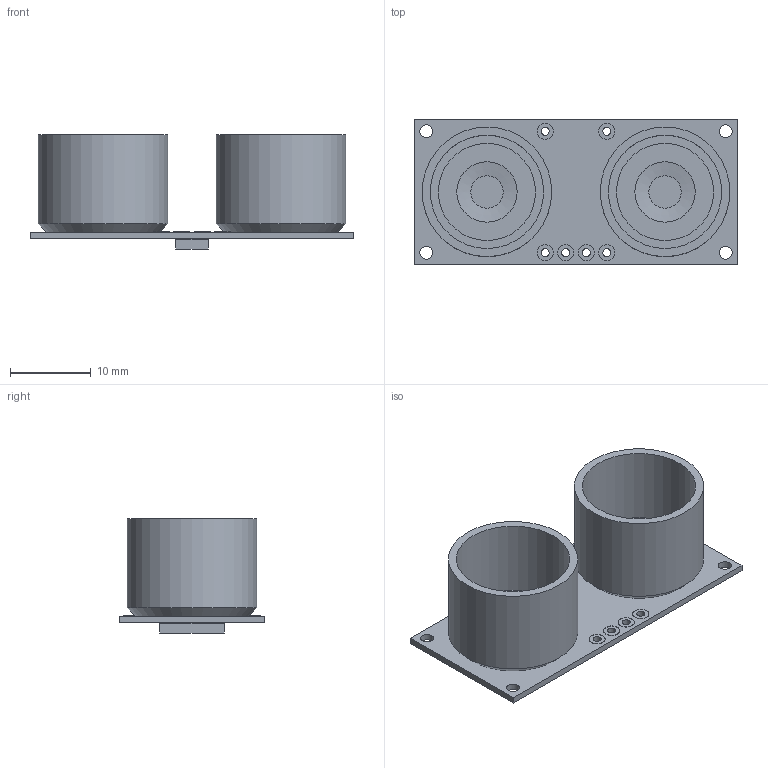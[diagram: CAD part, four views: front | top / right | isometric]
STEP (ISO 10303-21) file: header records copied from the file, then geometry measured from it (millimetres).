
FILE_DESCRIPTION(('FreeCAD Model'),'2;1');
FILE_NAME('Open CASCADE Shape Model','2024-02-26T13:57:12',(''),(''), 'Open CASCADE STEP processor 7.6','FreeCAD','Unknown');
FILE_SCHEMA(('AUTOMOTIVE_DESIGN { 1 0 10303 214 1 1 1 1 }'));
Length unit declared in the file: millimetre
Products named in the file (1): difference004
Bounding box: 40 x 18 x 14.1 mm (x, y, z)
Volume: 2554 mm3; surface area: 4036.1 mm2
Topology: 2 solids, 2 shells, 66 faces, 122 edges, 80 vertices
Faces by surface type: plane 32, cylinder 28, cone 6
Full cylindrical faces by diameter (mm): 1 x6, 1.6 x4, 2 x12, 12 x2, 14 x2, 16 x2
Entity records: 3846 total; most frequent: CARTESIAN_POINT 731, DIRECTION 526, ORIENTED_EDGE 244, PCURVE 244, DEFINITIONAL_REPRESENTATION 244, LINE 240, VECTOR 240, AXIS2_PLACEMENT_3D 131
